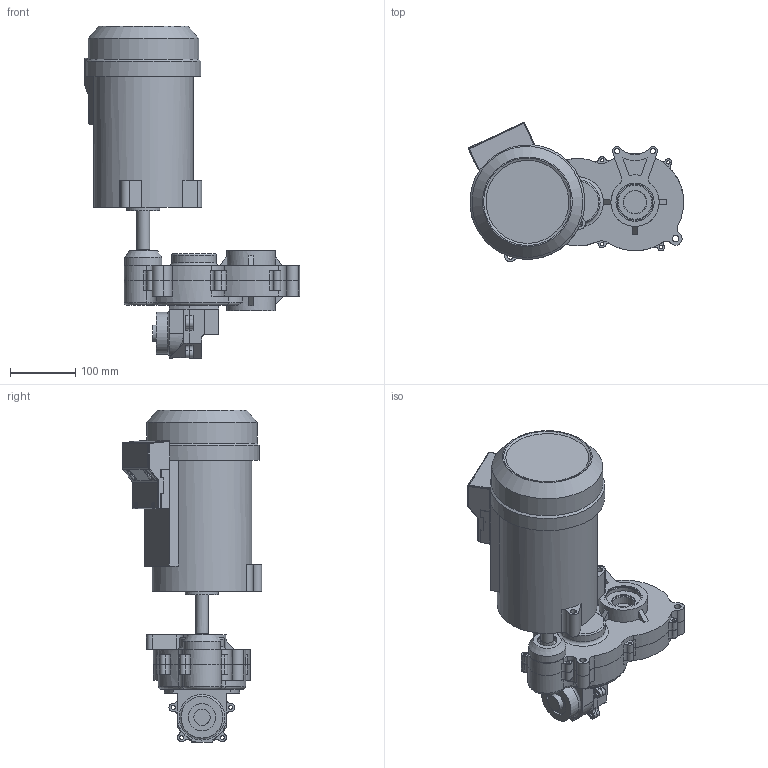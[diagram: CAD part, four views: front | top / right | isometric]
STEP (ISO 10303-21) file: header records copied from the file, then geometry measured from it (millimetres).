
FILE_DESCRIPTION(/* description */ ('STEP AP214','CAx-IF Rec.Pracs.---Representation and Presentation of Product Manufacturing Information (PMI)---4.0---2014-10-13'),/* implementation_level */ '2;1');
FILE_NAME(/* name */ 'Gearbox_updated.step',/* time_stamp */ '2024-12-26T23:22:54+05:30',/* author */ (''),/* organization */ (''),/* preprocessor_version */ 'ST-DEVELOPER v20',/* originating_system */ 'Autodesk Translation Framework v13.20.0.188',/* authorisation */ '');
FILE_SCHEMA (('AP242_MANAGED_MODEL_BASED_3D_ENGINEERING_MIM_LF { 1 0 10303 442 1 1 4 }'));
Products named in the file (33): PROSOL GAGAED FO13; Left Casing CAGED; Right Casing CAGED; SKF_6204; SKF_6204_12; SKF_6204_21; SKF_6204_23; SKF_6305; SKF_6305_11; SKF_6305_19; SKF_6305_21; SKF_6007; SKF_6007_15; SKF_6007_27; SKF_6007_29; Bevel bearing; Part22; brake caliper - vespa; GEARBOX HUBt; Part11; Bevel pinion 3 module 16 teeth 18 fw (1); Bevel gear 3 module 20 teeth 18 fw (1); LINE1; LINE2; LINE3; Gaged secondary; Bearing shaftfullcar; Bearing shaft nutfullcar; Bearing Racefullcar; Hat bolt washerfullcar; Hat mount boltsfullcar; Inner race boltsfullcar; Component40
Assembly tree (70 placements, depth 3):
  PROSOL GAGAED FO13
    Left Casing CAGED
    Right Casing CAGED
    SKF_6204  x2
      SKF_6204_12
      SKF_6204_21
      SKF_6204_23
    SKF_6305  x2
      SKF_6305_11
      SKF_6305_19
      SKF_6305_21
    SKF_6007  x2
      SKF_6007_15
      SKF_6007_27
      SKF_6007_29
    Bevel bearing
    Part22
    brake caliper - vespa
    GEARBOX HUBt
    Part11
    Bevel pinion 3 module 16 teeth 18 fw (1)
    Bevel gear 3 module 20 teeth 18 fw (1)
    LINE1
    LINE2
    LINE3
    Gaged secondary
      Bearing shaftfullcar
      Bearing shaft nutfullcar
      Bearing Racefullcar
      Hat bolt washerfullcar  x6
      Hat mount boltsfullcar  x6
      Inner race boltsfullcar  x3
    Component40
Bounding box: 329.84 x 213.39 x 508.61 mm (x, y, z)
Volume: 7044214.7 mm3; surface area: 761455.8 mm2
Topology: 79 solids, 79 shells, 1279 faces, 3460 edges, 2299 vertices
Faces by surface type: plane 484, cylinder 402, bspline 196, torus 90, sphere 56, cone 51
Full cylindrical faces by diameter (mm): 0.8 x2, 2.4 x2, 3 x2, 5 x24, 5.5 x2, 5.6 x2, 6 x14, 7 x4, 8 x6, 9 x4, 10 x6, 19.5 x1, 20 x6, 21 x1, 24 x2, 25 x6, 28.8 x4, 29 x2, 30 x4, 31.8 x1, 31.825 x1, 34 x1, 35 x2, 36 x2, 36.6 x4, 37 x2, 38 x1, 38.45 x4, 40 x2, 42 x1
Entity records: 49722 total; most frequent: CARTESIAN_POINT 19773, ORIENTED_EDGE 6246, DIRECTION 5818, EDGE_CURVE 3123, AXIS2_PLACEMENT_3D 2169, VERTEX_POINT 2069, LINE 1480, VECTOR 1480
